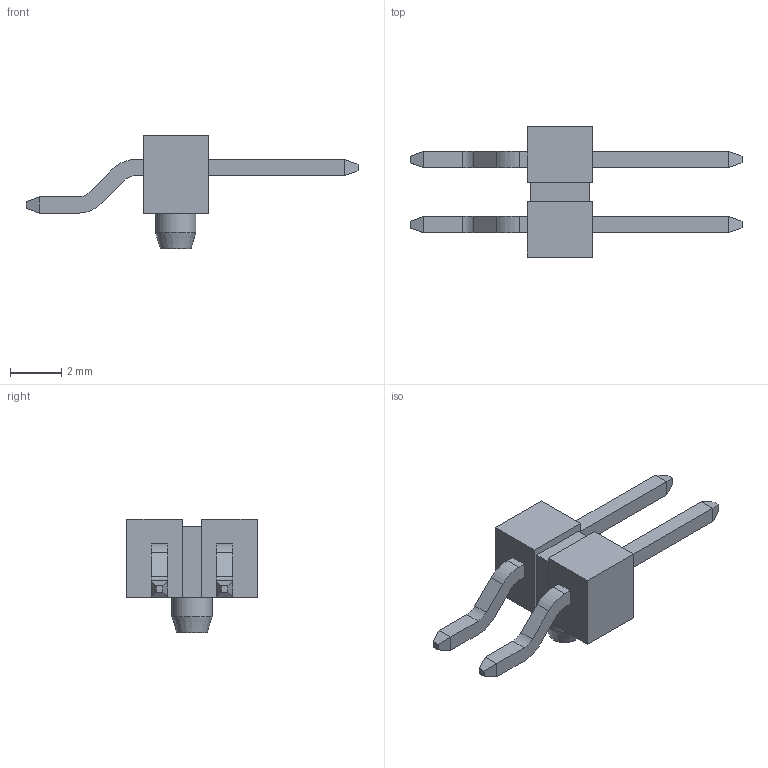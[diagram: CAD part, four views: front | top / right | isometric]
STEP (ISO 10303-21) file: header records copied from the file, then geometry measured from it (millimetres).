
FILE_DESCRIPTION(('FreeCAD Model'),'2;1');
FILE_NAME('TSM_102_01_L_SH_A_cp.step', '2021-02-03T23:46:58',('kicad StepUp'),('ksu MCAD'), 'Open CASCADE STEP processor 7.3','FreeCAD','Unknown');
FILE_SCHEMA(('AUTOMOTIVE_DESIGN { 1 0 10303 214 1 1 1 1 }'));
Length unit declared in the file: millimetre
Products named in the file (1): TSM_102_01_L_SH_A_cp
Bounding box: 12.95 x 5.08 x 4.45 mm (x, y, z)
Volume: 49.5 mm3; surface area: 161.8 mm2
Topology: 2 solids, 2 shells, 71 faces, 182 edges, 116 vertices
Faces by surface type: plane 61, cylinder 9, cone 1
Full cylindrical faces by diameter (mm): 1.575 x1
Entity records: 2622 total; most frequent: CARTESIAN_POINT 372, ORIENTED_EDGE 364, DIRECTION 344, EDGE_CURVE 182, LINE 160, VECTOR 160, VERTEX_POINT 116, AXIS2_PLACEMENT_3D 92
